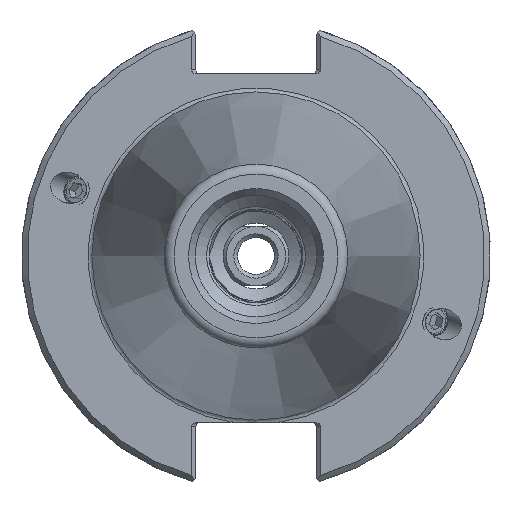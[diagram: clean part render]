
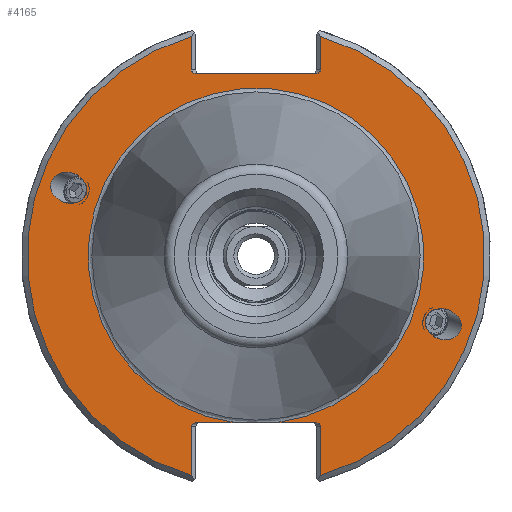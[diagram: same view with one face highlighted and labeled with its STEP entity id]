
A CAD part, left-side view. The second image highlights one B-rep face of the part: STEP entity #4165.
In plain terms, the highlighted planar face has unit normal (-1, 0, 0).
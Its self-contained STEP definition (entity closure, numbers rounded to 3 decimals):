
#118=CARTESIAN_POINT('',(3.175,-23.02,-8.379));
#119=VERTEX_POINT('',#118);
#120=CARTESIAN_POINT('',(3.175,-25.372,-9.235));
#121=DIRECTION('',(1.,0.0,0.0));
#122=DIRECTION('',(0.0,-0.94,-0.342));
#123=AXIS2_PLACEMENT_3D('',#120,#121,#122);
#124=ELLIPSE('',#123,2.503,2.05);
#125=EDGE_CURVE('',#119,#119,#124,.T.);
#339=CARTESIAN_POINT('',(3.175,23.02,8.379));
#340=VERTEX_POINT('',#339);
#341=CARTESIAN_POINT('',(3.175,25.372,9.235));
#342=DIRECTION('',(1.0,0.0,0.0));
#343=DIRECTION('',(0.0,0.94,0.342));
#344=AXIS2_PLACEMENT_3D('',#341,#342,#343);
#345=ELLIPSE('',#344,2.503,2.05);
#346=EDGE_CURVE('',#340,#340,#345,.T.);
#3171=CARTESIAN_POINT('',(3.175,8.763,25.197));
#3172=VERTEX_POINT('',#3171);
#3179=CARTESIAN_POINT('',(3.175,8.045,24.689));
#3180=VERTEX_POINT('',#3179);
#3181=CARTESIAN_POINT('',(3.175,8.045,25.197));
#3182=DIRECTION('',(-1.0,0.0,0.0));
#3183=DIRECTION('',(0.0,1.0,0.0));
#3184=AXIS2_PLACEMENT_3D('',#3181,#3182,#3183);
#3185=ELLIPSE('',#3184,0.718,0.508);
#3186=EDGE_CURVE('',#3172,#3180,#3185,.T.);
#3271=CARTESIAN_POINT('',(3.175,8.763,29.723));
#3272=VERTEX_POINT('',#3271);
#3279=CARTESIAN_POINT('',(3.175,8.763,29.723));
#3280=DIRECTION('',(0.0,0.0,-1.0));
#3281=VECTOR('',#3280,4.526);
#3282=LINE('',#3279,#3281);
#3283=EDGE_CURVE('',#3272,#3172,#3282,.T.);
#3375=CARTESIAN_POINT('',(3.175,-8.045,24.689));
#3376=VERTEX_POINT('',#3375);
#3383=CARTESIAN_POINT('',(3.175,-8.763,25.197));
#3384=VERTEX_POINT('',#3383);
#3385=CARTESIAN_POINT('',(3.175,-8.045,25.197));
#3386=DIRECTION('',(-1.0,0.0,0.0));
#3387=DIRECTION('',(0.0,-1.0,0.0));
#3388=AXIS2_PLACEMENT_3D('',#3385,#3386,#3387);
#3389=ELLIPSE('',#3388,0.718,0.508);
#3390=EDGE_CURVE('',#3376,#3384,#3389,.T.);
#3425=CARTESIAN_POINT('',(3.175,-8.763,29.723));
#3426=VERTEX_POINT('',#3425);
#3427=CARTESIAN_POINT('',(3.175,-8.763,25.197));
#3428=DIRECTION('',(0.0,0.0,1.0));
#3429=VECTOR('',#3428,4.526);
#3430=LINE('',#3427,#3429);
#3431=EDGE_CURVE('',#3384,#3426,#3430,.T.);
#3449=CARTESIAN_POINT('',(3.175,-8.763,-23.063));
#3450=VERTEX_POINT('',#3449);
#3451=CARTESIAN_POINT('',(3.175,-8.045,-22.555));
#3452=VERTEX_POINT('',#3451);
#3453=CARTESIAN_POINT('',(3.175,-8.045,-23.063));
#3454=DIRECTION('',(-1.0,0.0,0.0));
#3455=DIRECTION('',(0.0,-1.0,0.0));
#3456=AXIS2_PLACEMENT_3D('',#3453,#3454,#3455);
#3457=ELLIPSE('',#3456,0.718,0.508);
#3458=EDGE_CURVE('',#3450,#3452,#3457,.T.);
#3556=CARTESIAN_POINT('',(3.175,-8.763,-29.723));
#3557=VERTEX_POINT('',#3556);
#3564=CARTESIAN_POINT('',(3.175,-8.763,-29.723));
#3565=DIRECTION('',(0.0,0.0,1.0));
#3566=VECTOR('',#3565,6.66);
#3567=LINE('',#3564,#3566);
#3568=EDGE_CURVE('',#3557,#3450,#3567,.T.);
#3669=CARTESIAN_POINT('',(3.175,8.045,-22.555));
#3670=VERTEX_POINT('',#3669);
#3677=CARTESIAN_POINT('',(3.175,8.763,-23.063));
#3678=VERTEX_POINT('',#3677);
#3679=CARTESIAN_POINT('',(3.175,8.045,-23.063));
#3680=DIRECTION('',(-1.0,0.0,0.0));
#3681=DIRECTION('',(0.0,1.0,0.0));
#3682=AXIS2_PLACEMENT_3D('',#3679,#3680,#3681);
#3683=ELLIPSE('',#3682,0.718,0.508);
#3684=EDGE_CURVE('',#3670,#3678,#3683,.T.);
#3725=CARTESIAN_POINT('',(3.175,8.763,-29.723));
#3726=VERTEX_POINT('',#3725);
#3727=CARTESIAN_POINT('',(3.175,8.763,-23.063));
#3728=DIRECTION('',(0.0,0.0,-1.0));
#3729=VECTOR('',#3728,6.66);
#3730=LINE('',#3727,#3729);
#3731=EDGE_CURVE('',#3678,#3726,#3730,.T.);
#3819=CARTESIAN_POINT('',(3.175,8.045,24.689));
#3820=DIRECTION('',(0.0,-1.0,0.0));
#3821=VECTOR('',#3820,16.089);
#3822=LINE('',#3819,#3821);
#3823=EDGE_CURVE('',#3180,#3376,#3822,.T.);
#4063=CARTESIAN_POINT('',(3.175,-2.838,-22.555));
#4064=VERTEX_POINT('',#4063);
#4065=CARTESIAN_POINT('',(3.175,2.838,-22.555));
#4066=VERTEX_POINT('',#4065);
#4095=CARTESIAN_POINT('',(3.175,0.0,0.0));
#4096=DIRECTION('',(-1.0,0.0,0.0));
#4097=DIRECTION('',(0.0,-1.0,0.0));
#4098=AXIS2_PLACEMENT_3D('',#4095,#4096,#4097);
#4099=CIRCLE('',#4098,22.733);
#4100=EDGE_CURVE('',#4064,#4066,#4099,.T.);
#4116=CARTESIAN_POINT('',(3.175,26.987,0.0));
#4117=DIRECTION('',(-1.0,0.0,0.0));
#4118=DIRECTION('',(0.0,0.0,1.0));
#4119=AXIS2_PLACEMENT_3D('',#4116,#4117,#4118);
#4120=PLANE('',#4119);
#4121=ORIENTED_EDGE('',*,*,#4100,.F.);
#4122=CARTESIAN_POINT('',(3.175,-8.045,-22.555));
#4123=DIRECTION('',(0.0,1.0,0.0));
#4124=VECTOR('',#4123,5.207);
#4125=LINE('',#4122,#4124);
#4126=EDGE_CURVE('',#3452,#4064,#4125,.T.);
#4127=ORIENTED_EDGE('',*,*,#4126,.F.);
#4128=ORIENTED_EDGE('',*,*,#3458,.F.);
#4129=ORIENTED_EDGE('',*,*,#3568,.F.);
#4130=CARTESIAN_POINT('',(3.175,0.0,0.0));
#4131=DIRECTION('',(1.0,0.0,0.0));
#4132=DIRECTION('',(0.0,-1.0,0.0));
#4133=AXIS2_PLACEMENT_3D('',#4130,#4131,#4132);
#4134=CIRCLE('',#4133,30.988);
#4135=EDGE_CURVE('',#3426,#3557,#4134,.T.);
#4136=ORIENTED_EDGE('',*,*,#4135,.F.);
#4137=ORIENTED_EDGE('',*,*,#3431,.F.);
#4138=ORIENTED_EDGE('',*,*,#3390,.F.);
#4139=ORIENTED_EDGE('',*,*,#3823,.F.);
#4140=ORIENTED_EDGE('',*,*,#3186,.F.);
#4141=ORIENTED_EDGE('',*,*,#3283,.F.);
#4142=CARTESIAN_POINT('',(3.175,0.0,0.0));
#4143=DIRECTION('',(1.0,0.0,0.0));
#4144=DIRECTION('',(0.0,1.0,0.0));
#4145=AXIS2_PLACEMENT_3D('',#4142,#4143,#4144);
#4146=CIRCLE('',#4145,30.988);
#4147=EDGE_CURVE('',#3726,#3272,#4146,.T.);
#4148=ORIENTED_EDGE('',*,*,#4147,.F.);
#4149=ORIENTED_EDGE('',*,*,#3731,.F.);
#4150=ORIENTED_EDGE('',*,*,#3684,.F.);
#4151=CARTESIAN_POINT('',(3.175,2.838,-22.555));
#4152=DIRECTION('',(0.0,1.0,0.0));
#4153=VECTOR('',#4152,5.207);
#4154=LINE('',#4151,#4153);
#4155=EDGE_CURVE('',#4066,#3670,#4154,.T.);
#4156=ORIENTED_EDGE('',*,*,#4155,.F.);
#4157=EDGE_LOOP('',(#4121,#4127,#4128,#4129,#4136,#4137,#4138,#4139,#4140,#4141,#4148,#4149,#4150,#4156));
#4158=FACE_OUTER_BOUND('',#4157,.T.);
#4159=ORIENTED_EDGE('',*,*,#125,.T.);
#4160=EDGE_LOOP('',(#4159));
#4161=FACE_BOUND('',#4160,.T.);
#4162=ORIENTED_EDGE('',*,*,#346,.T.);
#4163=EDGE_LOOP('',(#4162));
#4164=FACE_BOUND('',#4163,.T.);
#4165=ADVANCED_FACE('',(#4158,#4161,#4164),#4120,.T.);
